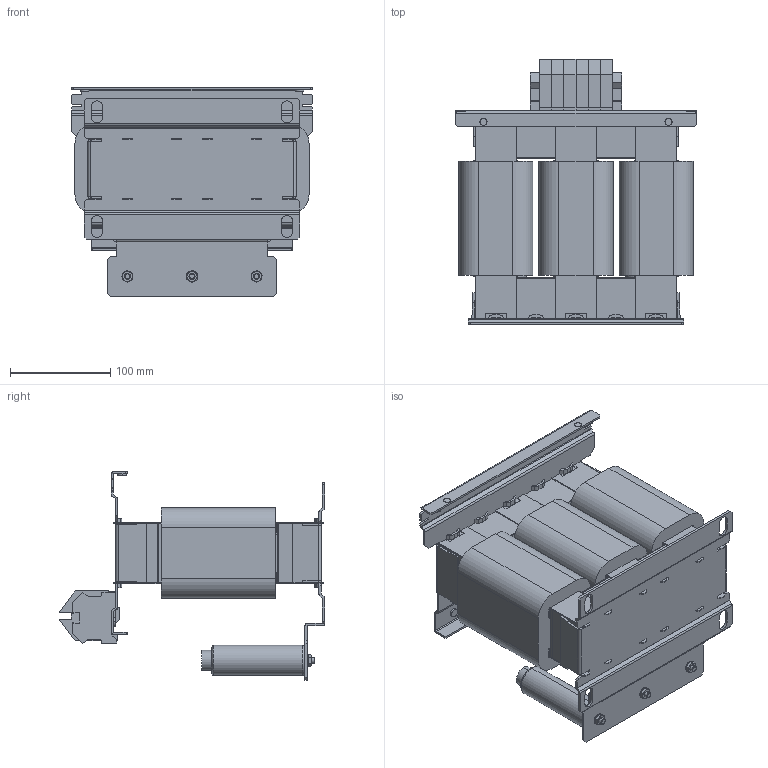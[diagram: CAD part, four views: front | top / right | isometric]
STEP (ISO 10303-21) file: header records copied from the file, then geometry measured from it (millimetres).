
FILE_DESCRIPTION (( 'STEP AP214' ), '1' );
FILE_NAME ('146994.STEP', '2020-05-29T02:53:59', ( '' ), ( '' ), 'SwSTEP 2.0', 'SolidWorks 2018', '' );
FILE_SCHEMA (( 'AUTOMOTIVE_DESIGN' ));
Length unit declared in the file: millimetre
Products named in the file (1): 146994
Bounding box: 240 x 265.87 x 208.68 mm (x, y, z)
Volume: 3814102.2 mm3; surface area: 392632.5 mm2
Topology: 1 solids, 1 shells, 1458 faces, 4085 edges, 2570 vertices
Faces by surface type: plane 1100, cylinder 228, bspline 88, cone 42
Entity records: 56468 total; most frequent: CARTESIAN_POINT 10278, ORIENTED_EDGE 8026, DIRECTION 7177, EDGE_CURVE 4013, LINE 3119, VECTOR 3119, VERTEX_POINT 2570, AXIS2_PLACEMENT_3D 2029
